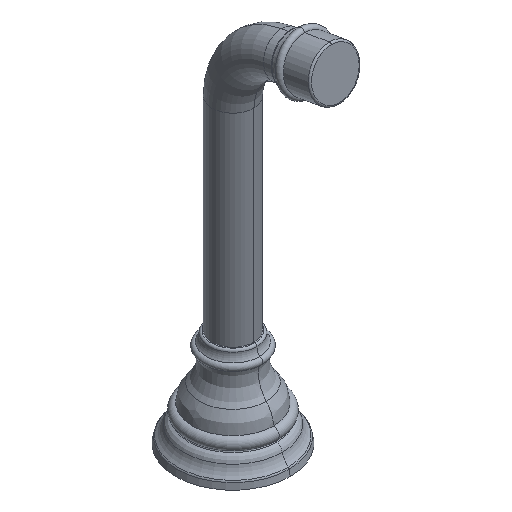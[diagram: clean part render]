
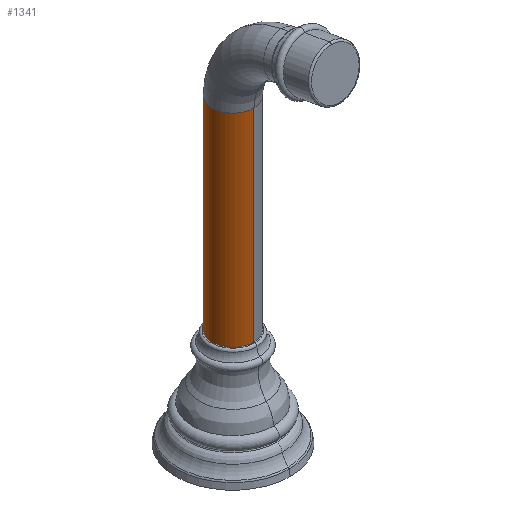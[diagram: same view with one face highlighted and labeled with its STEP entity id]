
A CAD part, isometric view. The second image highlights one B-rep face of the part: STEP entity #1341.
In plain terms, the highlighted cylindrical face has radius 12.7 mm (diameter 25.4 mm), a partial arc.
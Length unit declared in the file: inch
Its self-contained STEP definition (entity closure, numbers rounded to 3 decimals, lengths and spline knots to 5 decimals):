
#498=CARTESIAN_POINT('',(0.,0.,1.5));
#499=DIRECTION('',(0.,0.,1.));
#500=DIRECTION('',(0.,1.,0.));
#501=AXIS2_PLACEMENT_3D('',#498,#499,#500);
#538=DIRECTION('',(0.,0.,1.));
#539=VECTOR('',#538,4.84);
#540=CARTESIAN_POINT('',(0.,0.5,1.5));
#541=LINE('',#540,#539);
#545=DIRECTION('',(0.,0.,1.));
#546=VECTOR('',#545,4.84);
#547=CARTESIAN_POINT('',(0.,-0.5,1.5));
#548=LINE('',#547,#546);
#568=CARTESIAN_POINT('',(0.,0.,6.34));
#569=DIRECTION('',(0.,0.,1.));
#570=DIRECTION('',(0.,1.,0.));
#571=AXIS2_PLACEMENT_3D('',#568,#569,#570);
#873=CARTESIAN_POINT('',(0.,0.5,6.34));
#874=CARTESIAN_POINT('',(0.,-0.5,6.34));
#875=VERTEX_POINT('',#873);
#876=VERTEX_POINT('',#874);
#881=CARTESIAN_POINT('',(0.,0.5,1.5));
#882=CARTESIAN_POINT('',(0.,-0.5,1.5));
#883=VERTEX_POINT('',#881);
#884=VERTEX_POINT('',#882);
#1327=CARTESIAN_POINT('',(0.,0.,1.));
#1328=DIRECTION('',(0.,0.,1.));
#1329=DIRECTION('',(0.,1.,0.));
#1330=AXIS2_PLACEMENT_3D('',#1327,#1328,#1329);
#1331=CYLINDRICAL_SURFACE('',#1330,0.5);
#1332=ORIENTED_EDGE('',*,*,#1295,.F.);
#1334=ORIENTED_EDGE('',*,*,#1333,.T.);
#1336=ORIENTED_EDGE('',*,*,#1335,.T.);
#1338=ORIENTED_EDGE('',*,*,#1337,.F.);
#1339=EDGE_LOOP('',(#1332,#1334,#1336,#1338));
#1340=FACE_OUTER_BOUND('',#1339,.F.);
#502=CIRCLE('',#501,0.5);
#572=CIRCLE('',#571,0.5);
#1295=EDGE_CURVE('',#883,#884,#502,.T.);
#1333=EDGE_CURVE('',#883,#875,#541,.T.);
#1335=EDGE_CURVE('',#875,#876,#572,.T.);
#1337=EDGE_CURVE('',#884,#876,#548,.T.);
#1341=ADVANCED_FACE('',(#1340),#1331,.T.);
